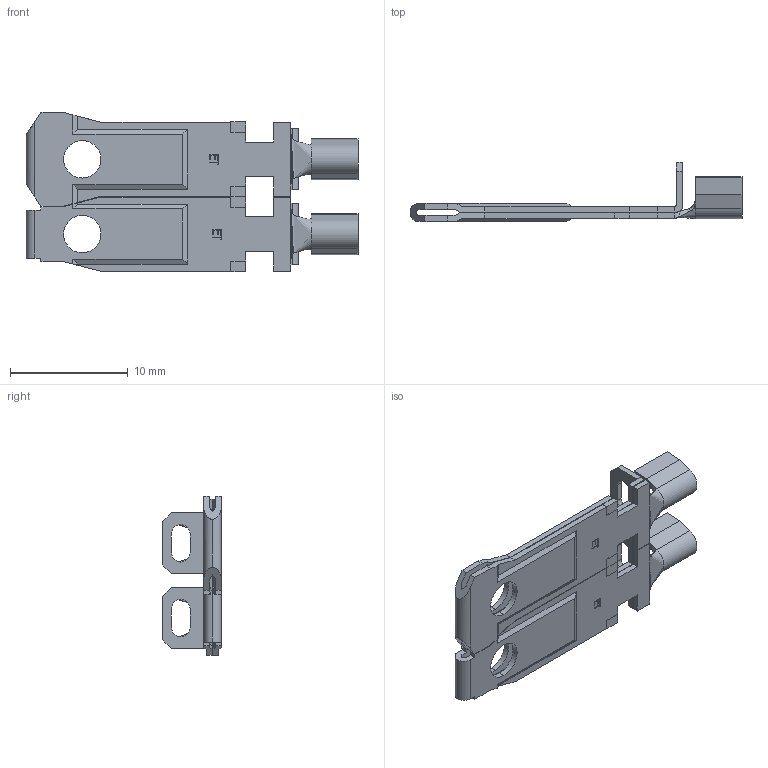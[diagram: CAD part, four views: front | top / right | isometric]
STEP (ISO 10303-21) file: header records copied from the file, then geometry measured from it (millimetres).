
FILE_DESCRIPTION (( 'STEP AP203' ), '1' );
FILE_NAME ('14226.STEP', '2015-01-20T13:23:50', ( '' ), ( '' ), 'SwSTEP 2.0', 'SolidWorks 2014', '' );
FILE_SCHEMA (( 'CONFIG_CONTROL_DESIGN' ));
Length unit declared in the file: inch
Products named in the file (3): 14226; SPQ817F2NARROW; SPQ817F2WIDE
Assembly tree (2 placements, depth 2):
  14226
    SPQ817F2NARROW
    SPQ817F2WIDE
Bounding box: 28.17 x 5 x 13.5 mm (x, y, z)
Volume: 305.1 mm3; surface area: 1391.8 mm2
Topology: 2 solids, 2 shells, 374 faces, 1022 edges, 652 vertices
Faces by surface type: plane 296, cylinder 46, bspline 16, cone 16
Entity records: 12325 total; most frequent: CARTESIAN_POINT 2669, ORIENTED_EDGE 2044, DIRECTION 1772, EDGE_CURVE 1022, VECTOR 878, LINE 878, VERTEX_POINT 652, AXIS2_PLACEMENT_3D 447
